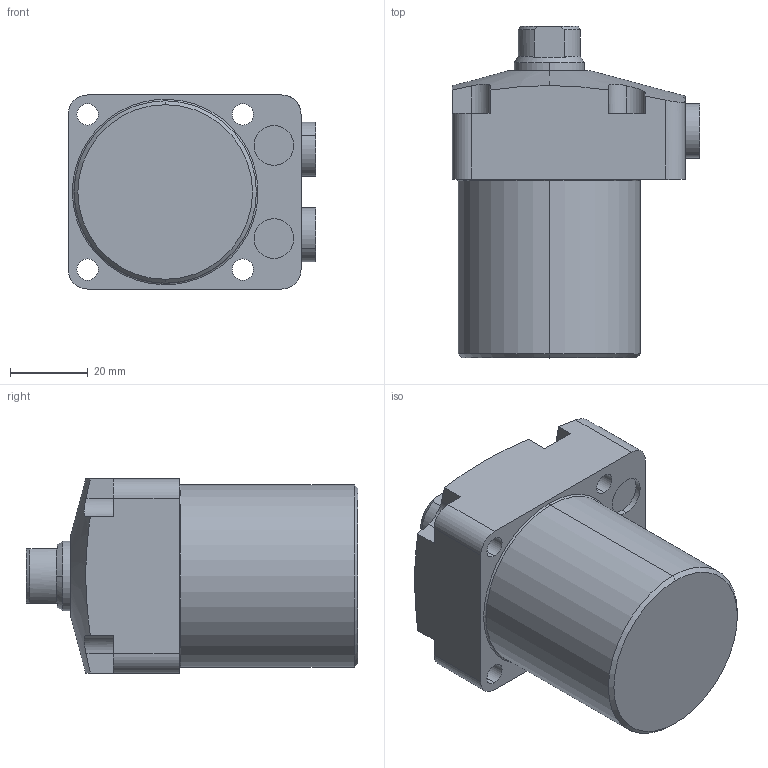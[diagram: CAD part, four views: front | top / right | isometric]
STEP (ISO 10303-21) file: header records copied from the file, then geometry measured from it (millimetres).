
FILE_DESCRIPTION (( 'STEP AP203' ), '1' );
FILE_NAME ('CNA04-30T.STEP', '2019-09-21T08:16:57', ( '微软用户' ), ( '微软中国' ), 'SwSTEP 2.0', 'SolidWorks 2012', '' );
FILE_SCHEMA (( 'CONFIG_CONTROL_DESIGN' ));
Length unit declared in the file: millimetre
Products named in the file (4): CNA04-30T_BODY; CNA04-30T_PLUG; CNA04-30T; CNA04-30T_ROD
Assembly tree (4 placements, depth 2):
  CNA04-30T
    CNA04-30T_BODY
    CNA04-30T_ROD
    CNA04-30T_PLUG  x2
Bounding box: 63.8 x 85.5 x 50 mm (x, y, z)
Volume: 151763.2 mm3; surface area: 26243.8 mm2
Topology: 4 solids, 4 shells, 141 faces, 340 edges, 219 vertices
Faces by surface type: cylinder 59, plane 55, cone 25, bspline 2
Entity records: 4434 total; most frequent: CARTESIAN_POINT 1102, DIRECTION 630, ORIENTED_EDGE 588, EDGE_CURVE 294, AXIS2_PLACEMENT_3D 251, VERTEX_POINT 191, EDGE_LOOP 141, VECTOR 128
